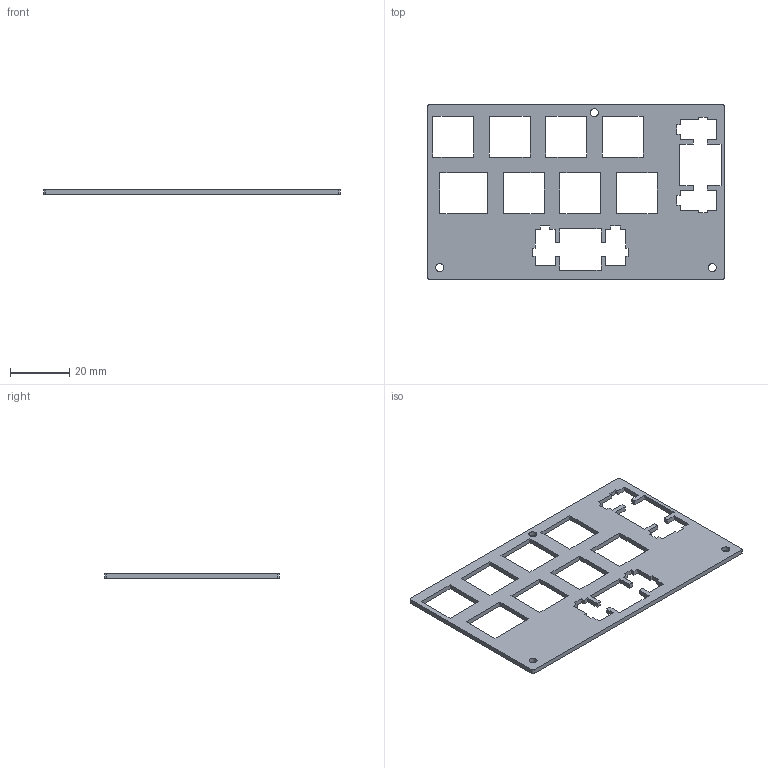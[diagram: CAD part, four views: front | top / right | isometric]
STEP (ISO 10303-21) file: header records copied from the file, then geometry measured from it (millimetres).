
FILE_DESCRIPTION(('KiCad electronic assembly'),'2;1');
FILE_NAME('plate.step','2021-01-01T23:21:02',('An Author'),('A Company') ,'Open CASCADE STEP processor 6.9','KiCad to STEP converter','Unknown' );
FILE_SCHEMA(('AUTOMOTIVE_DESIGN { 1 0 10303 214 1 1 1 1 }'));
Length unit declared in the file: millimetre
Products named in the file (2): Open CASCADE STEP translator 6.9 1; COMPOUND
Assembly tree (1 placements, depth 2):
  Open CASCADE STEP translator 6.9 1
    COMPOUND
Bounding box: 100 x 59.02 x 1.6 mm (x, y, z)
Volume: 5679.5 mm3; surface area: 8771.3 mm2
Topology: 1 solids, 1 shells, 117 faces, 345 edges, 230 vertices
Faces by surface type: plane 110, cylinder 7
Full cylindrical faces by diameter (mm): 2.7 x3
Entity records: 8417 total; most frequent: CARTESIAN_POINT 1384, DIRECTION 1287, LINE 1007, VECTOR 1007, ORIENTED_EDGE 690, PCURVE 690, DEFINITIONAL_REPRESENTATION 690, EDGE_CURVE 345
